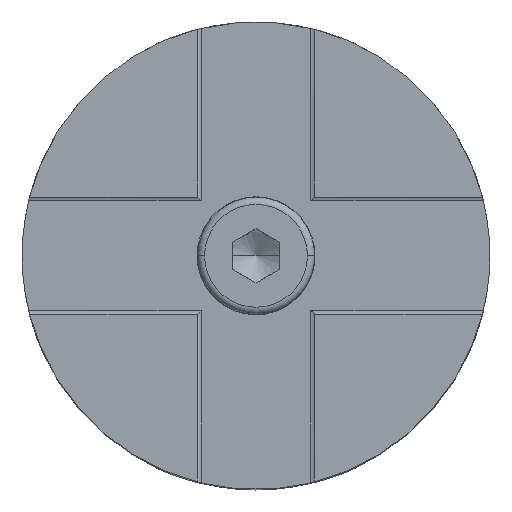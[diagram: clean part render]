
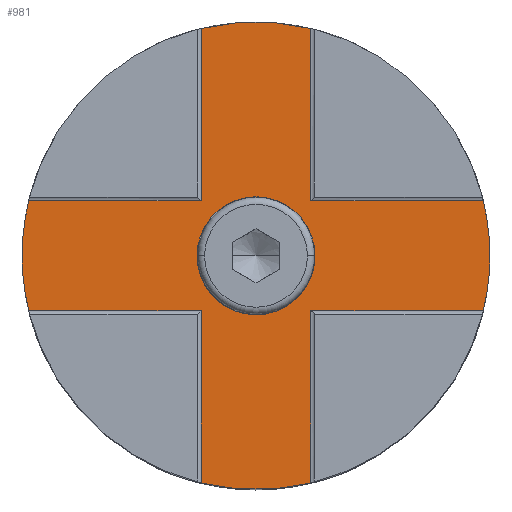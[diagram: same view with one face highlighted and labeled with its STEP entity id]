
A CAD part, top view. The second image highlights one B-rep face of the part: STEP entity #981.
In plain terms, the highlighted planar face has unit normal (0, 0, 1).
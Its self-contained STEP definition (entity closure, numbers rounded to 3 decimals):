
#761=VERTEX_POINT('',#2221);
#783=EDGE_CURVE('',#1221,#1047,#2244,.T.);
#831=EDGE_CURVE('',#1117,#1355,#2298,.T.);
#839=VERTEX_POINT('',#2306);
#843=VERTEX_POINT('',#2310);
#869=EDGE_CURVE('',#1221,#761,#2342,.T.);
#913=VERTEX_POINT('',#2391);
#931=EDGE_CURVE('',#1751,#761,#2413,.T.);
#943=EDGE_CURVE('',#1047,#2065,#2425,.T.);
#981=ADVANCED_FACE('',(#2468,#2469),#2470,.F.);
#1047=VERTEX_POINT('',#2542);
#1117=VERTEX_POINT('',#2620);
#1189=VERTEX_POINT('',#2699);
#1221=VERTEX_POINT('',#2736);
#1331=EDGE_CURVE('',#839,#2065,#2854,.T.);
#1355=VERTEX_POINT('',#2880);
#1373=VERTEX_POINT('',#2899);
#1493=VERTEX_POINT('',#3030);
#1549=EDGE_CURVE('',#1861,#1493,#3091,.T.);
#1573=EDGE_CURVE('',#913,#2093,#3118,.T.);
#1659=EDGE_CURVE('',#2011,#843,#3210,.T.);
#1679=EDGE_CURVE('',#1355,#1189,#3234,.T.);
#1751=VERTEX_POINT('',#3312);
#1825=EDGE_CURVE('',#2119,#1861,#3396,.T.);
#1833=EDGE_CURVE('',#2093,#1751,#3406,.T.);
#1847=EDGE_CURVE('',#2011,#1493,#3420,.T.);
#1861=VERTEX_POINT('',#3436);
#1863=EDGE_CURVE('',#1373,#2119,#3438,.T.);
#1891=EDGE_CURVE('',#1189,#1117,#3470,.T.);
#2011=VERTEX_POINT('',#3597);
#2065=VERTEX_POINT('',#3660);
#2093=VERTEX_POINT('',#3689);
#2107=EDGE_CURVE('',#1373,#839,#3704,.T.);
#2111=EDGE_CURVE('',#843,#913,#3708,.T.);
#2119=VERTEX_POINT('',#3716);
#2221=CARTESIAN_POINT('',(19.442,-4.693,27.5));
#2244=LINE('',#3860,#3861);
#2298=CIRCLE('',#3942,5.045);
#2306=CARTESIAN_POINT('',(-4.693,-4.693,27.5));
#2310=CARTESIAN_POINT('',(4.693,19.442,27.5));
#2342=LINE('',#4000,#4001);
#2391=CARTESIAN_POINT('',(4.693,4.693,27.5));
#2413=CIRCLE('',#4112,20.0);
#2425=CIRCLE('',#4138,20.0);
#2468=FACE_BOUND('',#4196,.T.);
#2469=FACE_OUTER_BOUND('',#4197,.T.);
#2470=PLANE('',#4198);
#2542=CARTESIAN_POINT('',(4.693,-19.442,27.5));
#2620=CARTESIAN_POINT('',(4.693,-1.852,27.5));
#2699=CARTESIAN_POINT('',(-5.045,0.,27.5));
#2736=CARTESIAN_POINT('',(4.693,-4.693,27.5));
#2854=LINE('',#4819,#4820);
#2880=CARTESIAN_POINT('',(5.045,0.,27.5));
#2899=CARTESIAN_POINT('',(-19.442,-4.693,27.5));
#3030=CARTESIAN_POINT('',(-4.693,4.693,27.5));
#3091=LINE('',#5189,#5190);
#3118=LINE('',#5232,#5233);
#3210=CIRCLE('',#5380,20.0);
#3234=CIRCLE('',#5405,5.045);
#3312=CARTESIAN_POINT('',(20.0,0.,27.5));
#3396=CIRCLE('',#5654,20.0);
#3406=CIRCLE('',#5665,20.0);
#3420=LINE('',#5684,#5685);
#3436=CARTESIAN_POINT('',(-19.442,4.693,27.5));
#3438=CIRCLE('',#5710,20.0);
#3470=CIRCLE('',#5749,5.045);
#3597=CARTESIAN_POINT('',(-4.693,19.442,27.5));
#3660=CARTESIAN_POINT('',(-4.693,-19.442,27.5));
#3689=CARTESIAN_POINT('',(19.442,4.693,27.5));
#3704=LINE('',#6119,#6120);
#3708=LINE('',#6125,#6126);
#3716=CARTESIAN_POINT('',(-20.0,0.,27.5));
#3860=CARTESIAN_POINT('',(4.693,0.,27.5));
#3861=VECTOR('',#6277,1.0);
#3942=AXIS2_PLACEMENT_3D('',#6348,#6349,#6350);
#4000=CARTESIAN_POINT('',(0.,-4.693,27.5));
#4001=VECTOR('',#6418,1.0);
#4112=AXIS2_PLACEMENT_3D('',#6512,#6513,#6514);
#4138=AXIS2_PLACEMENT_3D('',#6519,#6520,#6521);
#4196=EDGE_LOOP('',(#6578,#6579,#6580));
#4197=EDGE_LOOP('',(#6581,#6582,#6583,#6584,#6585,#6586,#6587,#6588,#6589,#6590,#6591,#6592,#6593,#6594));
#4198=AXIS2_PLACEMENT_3D('',#6595,#6596,#6597);
#4819=CARTESIAN_POINT('',(-4.693,0.,27.5));
#4820=VECTOR('',#7009,1.0);
#5189=CARTESIAN_POINT('',(0.,4.693,27.5));
#5190=VECTOR('',#7301,1.0);
#5232=CARTESIAN_POINT('',(0.,4.693,27.5));
#5233=VECTOR('',#7328,1.0);
#5380=AXIS2_PLACEMENT_3D('',#7397,#7398,#7399);
#5405=AXIS2_PLACEMENT_3D('',#7439,#7440,#7441);
#5654=AXIS2_PLACEMENT_3D('',#7603,#7604,#7605);
#5665=AXIS2_PLACEMENT_3D('',#7623,#7624,#7625);
#5684=CARTESIAN_POINT('',(-4.693,0.,27.5));
#5685=VECTOR('',#7633,1.0);
#5710=AXIS2_PLACEMENT_3D('',#7653,#7654,#7655);
#5749=AXIS2_PLACEMENT_3D('',#7698,#7699,#7700);
#6119=CARTESIAN_POINT('',(0.,-4.693,27.5));
#6120=VECTOR('',#7950,1.0);
#6125=CARTESIAN_POINT('',(4.693,0.,27.5));
#6126=VECTOR('',#7951,1.0);
#6277=DIRECTION('',(0.,-1.0,0.));
#6348=CARTESIAN_POINT('',(0.0,0.,27.5));
#6349=DIRECTION('',(0.,0.,1.0));
#6350=DIRECTION('',(1.0,0.,0.));
#6418=DIRECTION('',(1.0,0.,0.));
#6512=CARTESIAN_POINT('',(0.0,0.0,27.5));
#6513=DIRECTION('',(0.,0.0,-1.0));
#6514=DIRECTION('',(1.0,0.0,0.));
#6519=CARTESIAN_POINT('',(0.0,0.0,27.5));
#6520=DIRECTION('',(0.,0.,-1.0));
#6521=DIRECTION('',(1.0,0.,0.));
#6578=ORIENTED_EDGE('',*,*,#831,.F.);
#6579=ORIENTED_EDGE('',*,*,#1891,.F.);
#6580=ORIENTED_EDGE('',*,*,#1679,.F.);
#6581=ORIENTED_EDGE('',*,*,#869,.T.);
#6582=ORIENTED_EDGE('',*,*,#931,.F.);
#6583=ORIENTED_EDGE('',*,*,#1833,.F.);
#6584=ORIENTED_EDGE('',*,*,#1573,.F.);
#6585=ORIENTED_EDGE('',*,*,#2111,.F.);
#6586=ORIENTED_EDGE('',*,*,#1659,.F.);
#6587=ORIENTED_EDGE('',*,*,#1847,.T.);
#6588=ORIENTED_EDGE('',*,*,#1549,.F.);
#6589=ORIENTED_EDGE('',*,*,#1825,.F.);
#6590=ORIENTED_EDGE('',*,*,#1863,.F.);
#6591=ORIENTED_EDGE('',*,*,#2107,.T.);
#6592=ORIENTED_EDGE('',*,*,#1331,.T.);
#6593=ORIENTED_EDGE('',*,*,#943,.F.);
#6594=ORIENTED_EDGE('',*,*,#783,.F.);
#6595=CARTESIAN_POINT('',(-4.693,0.,27.5));
#6596=DIRECTION('',(0.,0.,-1.0));
#6597=DIRECTION('',(0.,1.0,0.));
#7009=DIRECTION('',(0.,-1.0,0.));
#7301=DIRECTION('',(1.0,0.,0.));
#7328=DIRECTION('',(1.0,0.,0.));
#7397=CARTESIAN_POINT('',(0.0,0.0,27.5));
#7398=DIRECTION('',(0.,0.,-1.0));
#7399=DIRECTION('',(1.0,0.,0.));
#7439=CARTESIAN_POINT('',(0.0,0.,27.5));
#7440=DIRECTION('',(0.,0.,1.0));
#7441=DIRECTION('',(1.0,0.,0.));
#7603=CARTESIAN_POINT('',(0.0,0.0,27.5));
#7604=DIRECTION('',(0.,0.0,-1.0));
#7605=DIRECTION('',(1.0,0.0,0.));
#7623=CARTESIAN_POINT('',(0.0,0.0,27.5));
#7624=DIRECTION('',(0.,0.0,-1.0));
#7625=DIRECTION('',(1.0,0.0,0.));
#7633=DIRECTION('',(0.,-1.0,0.));
#7653=CARTESIAN_POINT('',(0.0,0.0,27.5));
#7654=DIRECTION('',(0.,0.0,-1.0));
#7655=DIRECTION('',(1.0,0.0,0.));
#7698=CARTESIAN_POINT('',(0.0,0.,27.5));
#7699=DIRECTION('',(0.,0.,1.0));
#7700=DIRECTION('',(1.0,0.,0.));
#7950=DIRECTION('',(1.0,0.,0.));
#7951=DIRECTION('',(0.,-1.0,0.));
